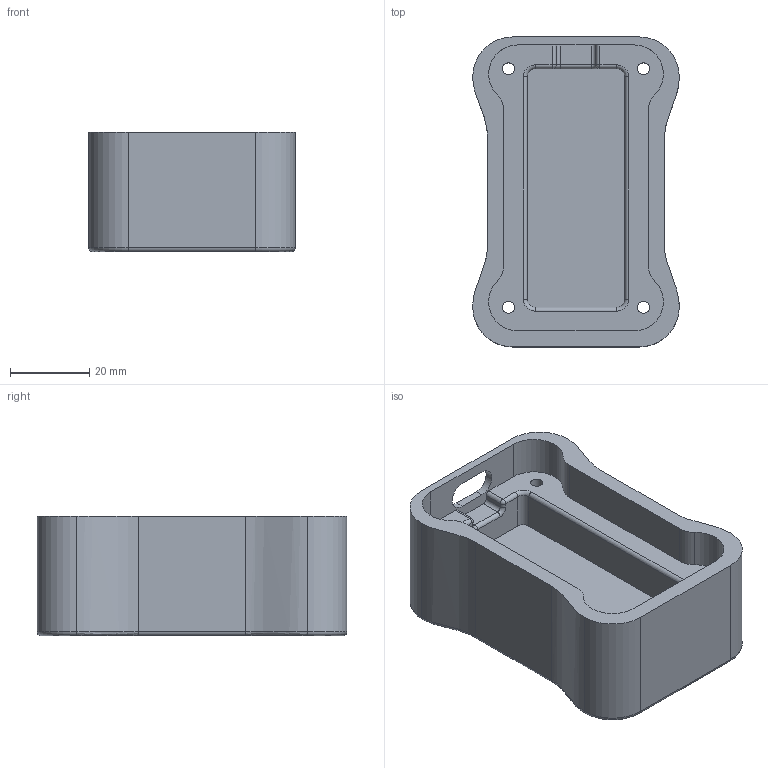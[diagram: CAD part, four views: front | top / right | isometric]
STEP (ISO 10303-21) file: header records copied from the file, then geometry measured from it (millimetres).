
FILE_DESCRIPTION(/* description */ (''),/* implementation_level */ '2;1');
FILE_NAME(/* name */ 'tiny-scarab-enclosure v18.step',/* time_stamp */ '2024-02-04T17:06:59+01:00',/* author */ (''),/* organization */ (''),/* preprocessor_version */ 'ST-DEVELOPER v20',/* originating_system */ 'Autodesk Translation Framework v12.20.1.177',/* authorisation */ '');
FILE_SCHEMA (('AUTOMOTIVE_DESIGN { 1 0 10303 214 3 1 1 }'));
Length unit declared in the file: millimetre
Products named in the file (1): tiny-scarab-enclosure
Bounding box: 52 x 78 x 30 mm (x, y, z)
Volume: 52527.6 mm3; surface area: 19912.6 mm2
Topology: 1 solids, 1 shells, 92 faces, 234 edges, 146 vertices
Faces by surface type: cylinder 46, plane 26, torus 10, bspline 8, sphere 2
Full cylindrical faces by diameter (mm): 3 x4
Entity records: 3105 total; most frequent: CARTESIAN_POINT 790, DIRECTION 498, ORIENTED_EDGE 468, EDGE_CURVE 234, AXIS2_PLACEMENT_3D 191, VERTEX_POINT 146, LINE 116, VECTOR 116
